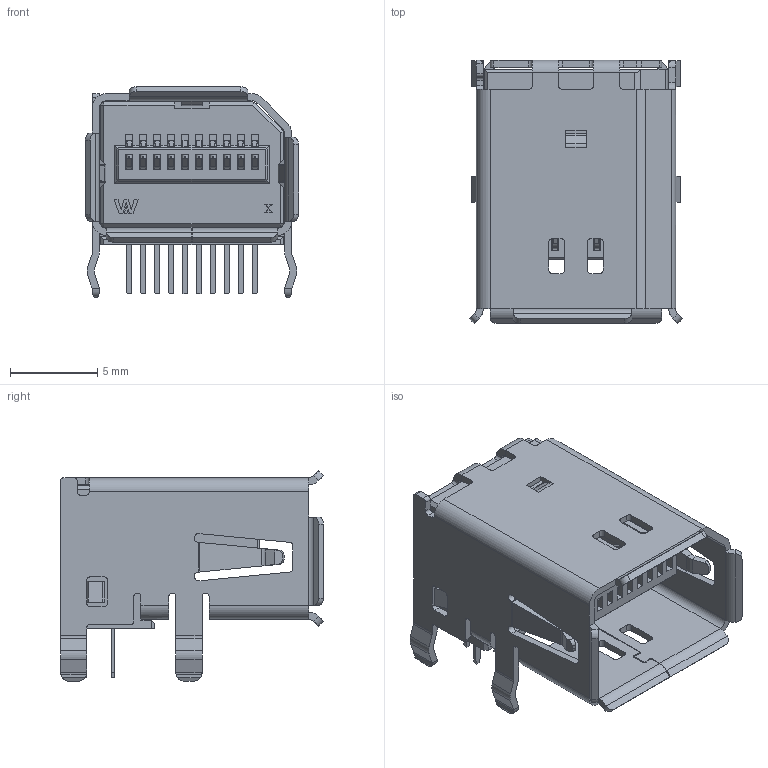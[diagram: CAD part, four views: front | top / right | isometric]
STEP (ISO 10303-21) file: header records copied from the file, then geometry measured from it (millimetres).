
FILE_DESCRIPTION( ('This file contains a STEP AP42 implementation' ,'as created by ZW3D STEP Interface translator.') ,'2;1' );
FILE_NAME( '6363-10FRXXGBNR1.stp' ,'231023. 95715', (''), ('ZWCAD Software Co.'), 'Version 1.0', 'ZW3D to STEP translator', '' );
FILE_SCHEMA(('AUTOMOTIVE_DESIGN { 1 0 10303 214 1 1 1 1 }'));
Length unit declared in the file: millimetre
Products named in the file (2): 0; 6363-10FRG5GBNR1
Bounding box: 12.2 x 15.05 x 12.05 mm (x, y, z)
Volume: 448.9 mm3; surface area: 2101.6 mm2
Topology: 1 solids, 15 shells, 1753 faces, 4486 edges, 2743 vertices
Faces by surface type: plane 1154, cylinder 429, bspline 170
Entity records: 54326 total; most frequent: CARTESIAN_POINT 10371, ORIENTED_EDGE 8984, DIRECTION 8395, EDGE_CURVE 4497, VECTOR 3473, LINE 3473, VERTEX_POINT 2753, AXIS2_PLACEMENT_3D 2461
